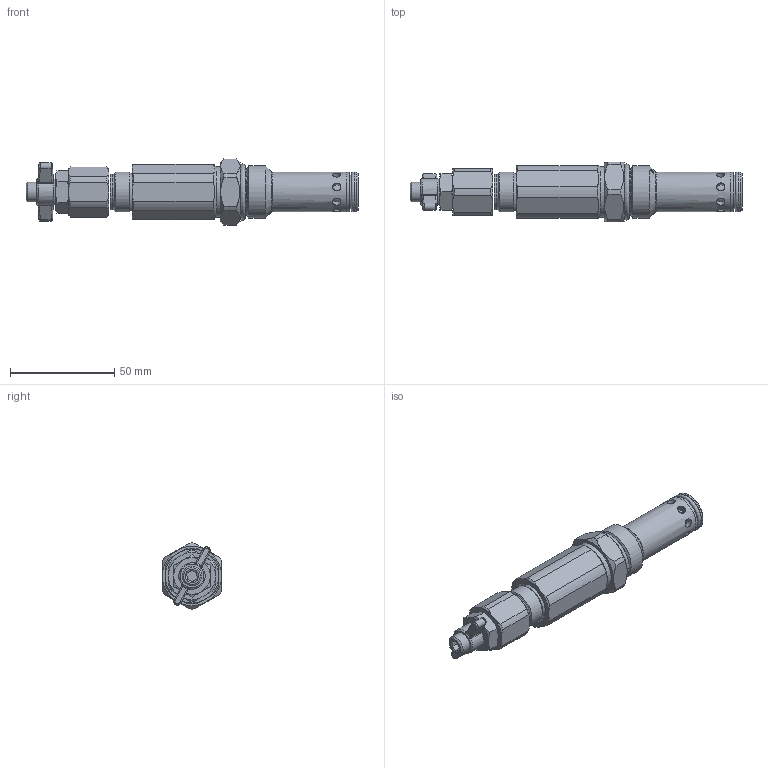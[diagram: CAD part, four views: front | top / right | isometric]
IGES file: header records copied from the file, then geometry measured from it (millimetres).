
Global section: file name: No Iges File Name specified; native system: Autodesk Inventor 2012; preprocessor: AutoDesk Inventor Iges Exporter R2012; author: JGroves; date: 20160308.133051; units: inch
Bounding box: 159.38 x 28.57 x 31.74 mm (x, y, z)
Surface area: 18785.2 mm2 (no closed solid volume)
Topology: 0 solids, 0 shells, 181 faces, 889 edges, 831 vertices
Faces by surface type: revolution 106, plane 53, bspline 22
